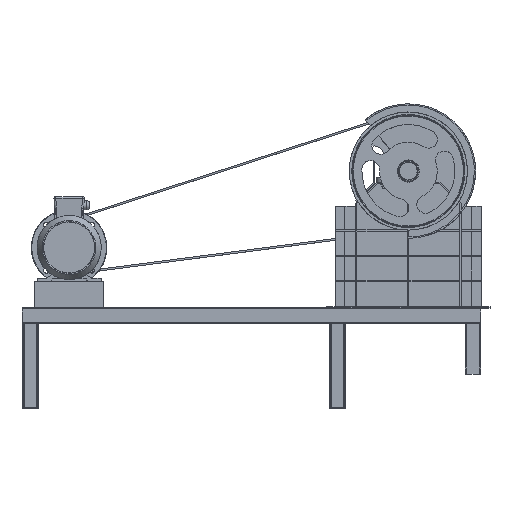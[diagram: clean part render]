
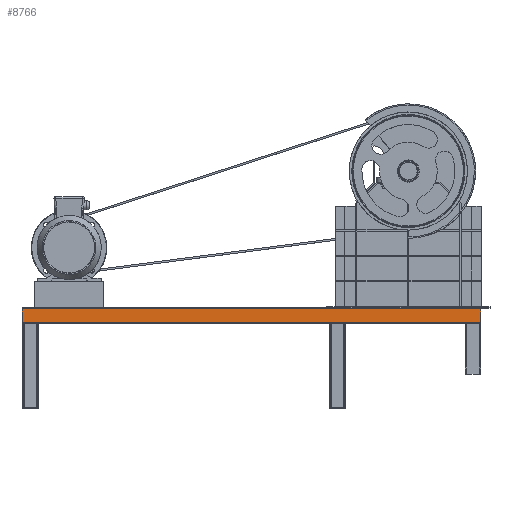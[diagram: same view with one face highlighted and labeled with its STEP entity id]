
A CAD part, top view. The second image highlights one B-rep face of the part: STEP entity #8766.
In plain terms, the highlighted free-form (B-spline) face has degree [1, 1] with [2, 2] control points.
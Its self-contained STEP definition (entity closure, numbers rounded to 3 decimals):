
#6197 = VERTEX_POINT('',#6198);
#6198 = CARTESIAN_POINT('',(-1413.643,2056.852,
    3104.11));
#6204 = EDGE_CURVE('',#6197,#6205,#6207,.T.);
#6205 = VERTEX_POINT('',#6206);
#6206 = CARTESIAN_POINT('',(-1413.643,2181.406,
    3104.11));
#6207 = B_SPLINE_CURVE_WITH_KNOTS('',1,(#6208,#6209),.UNSPECIFIED.,.F.,
  .F.,(2,2),(0.,111.),.PIECEWISE_BEZIER_KNOTS.);
#6208 = CARTESIAN_POINT('',(-1413.643,2056.852,
    3104.11));
#6209 = CARTESIAN_POINT('',(-1413.643,2181.406,
    3104.11));
#8690 = EDGE_CURVE('',#6197,#8691,#8693,.T.);
#8691 = VERTEX_POINT('',#8692);
#8692 = CARTESIAN_POINT('',(2682.036,2056.852,
    3104.11));
#8693 = B_SPLINE_CURVE_WITH_KNOTS('',1,(#8694,#8695),.UNSPECIFIED.,.F.,
  .F.,(2,2),(0.,3650.),.PIECEWISE_BEZIER_KNOTS.);
#8694 = CARTESIAN_POINT('',(-1413.643,2056.852,
    3104.11));
#8695 = CARTESIAN_POINT('',(2682.036,2056.852,
    3104.11));
#8766 = ADVANCED_FACE('',(#8767),#8783,.F.);
#8767 = FACE_BOUND('',#8768,.T.);
#8768 = EDGE_LOOP('',(#8769,#8776,#8781,#8782));
#8769 = ORIENTED_EDGE('',*,*,#8770,.T.);
#8770 = EDGE_CURVE('',#8691,#8771,#8773,.T.);
#8771 = VERTEX_POINT('',#8772);
#8772 = CARTESIAN_POINT('',(2682.036,2181.406,
    3104.11));
#8773 = B_SPLINE_CURVE_WITH_KNOTS('',1,(#8774,#8775),.UNSPECIFIED.,.F.,
  .F.,(2,2),(0.,111.),.PIECEWISE_BEZIER_KNOTS.);
#8774 = CARTESIAN_POINT('',(2682.036,2056.852,
    3104.11));
#8775 = CARTESIAN_POINT('',(2682.036,2181.406,
    3104.11));
#8776 = ORIENTED_EDGE('',*,*,#8777,.F.);
#8777 = EDGE_CURVE('',#6205,#8771,#8778,.T.);
#8778 = B_SPLINE_CURVE_WITH_KNOTS('',1,(#8779,#8780),.UNSPECIFIED.,.F.,
  .F.,(2,2),(0.,3650.),.PIECEWISE_BEZIER_KNOTS.);
#8779 = CARTESIAN_POINT('',(-1413.643,2181.406,
    3104.11));
#8780 = CARTESIAN_POINT('',(2682.036,2181.406,
    3104.11));
#8781 = ORIENTED_EDGE('',*,*,#6204,.F.);
#8782 = ORIENTED_EDGE('',*,*,#8690,.T.);
#8783 = B_SPLINE_SURFACE_WITH_KNOTS('',1,1,(
    (#8784,#8785)
    ,(#8786,#8787
    )),.UNSPECIFIED.,.F.,.F.,.F.,(2,2),(2,2),(-1200.,2450.),(-111.,
    0.),.PIECEWISE_BEZIER_KNOTS.);
#8784 = CARTESIAN_POINT('',(2682.036,2056.852,
    3104.11));
#8785 = CARTESIAN_POINT('',(2682.036,2181.406,
    3104.11));
#8786 = CARTESIAN_POINT('',(-1413.643,2056.852,
    3104.11));
#8787 = CARTESIAN_POINT('',(-1413.643,2181.406,
    3104.11));
